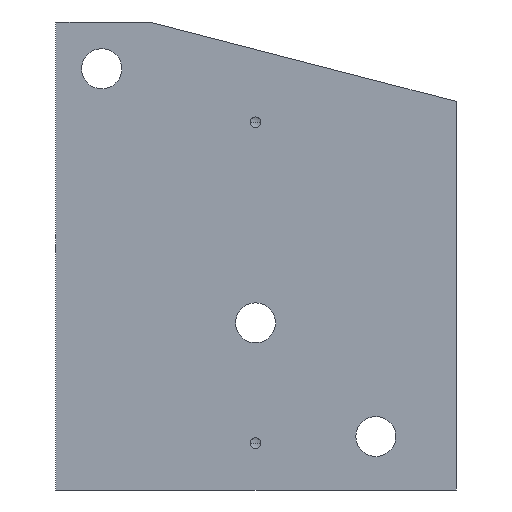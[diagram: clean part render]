
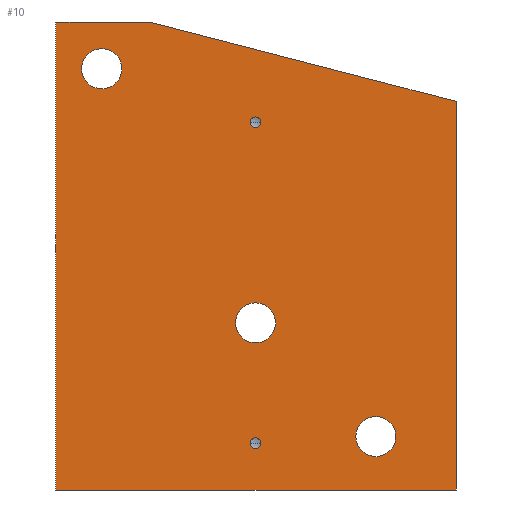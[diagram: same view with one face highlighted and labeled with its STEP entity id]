
A CAD part, front view. The second image highlights one B-rep face of the part: STEP entity #10.
In plain terms, the highlighted planar face has unit normal (0, -1, 0).
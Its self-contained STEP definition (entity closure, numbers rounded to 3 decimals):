
#10 = ADVANCED_FACE ( 'NONE', ( #122, #57, #118, #116, #121, #159 ), #538, .F. ) ;
#47 = CIRCLE ( 'NONE', #621, 0.397 ) ;
#57 = FACE_BOUND ( 'NONE', #143, .T. ) ;
#64 = ORIENTED_EDGE ( 'NONE', *, *, #587, .F. ) ;
#65 = ORIENTED_EDGE ( 'NONE', *, *, #558, .F. ) ;
#66 = ORIENTED_EDGE ( 'NONE', *, *, #566, .T. ) ;
#67 = ORIENTED_EDGE ( 'NONE', *, *, #570, .T. ) ;
#68 = ORIENTED_EDGE ( 'NONE', *, *, #593, .T. ) ;
#69 = ORIENTED_EDGE ( 'NONE', *, *, #580, .T. ) ;
#70 = ORIENTED_EDGE ( 'NONE', *, *, #555, .T. ) ;
#71 = ORIENTED_EDGE ( 'NONE', *, *, #591, .T. ) ;
#72 = ORIENTED_EDGE ( 'NONE', *, *, #582, .F. ) ;
#73 = ORIENTED_EDGE ( 'NONE', *, *, #589, .F. ) ;
#74 = ORIENTED_EDGE ( 'NONE', *, *, #594, .F. ) ;
#75 = ORIENTED_EDGE ( 'NONE', *, *, #578, .F. ) ;
#76 = ORIENTED_EDGE ( 'NONE', *, *, #590, .F. ) ;
#77 = ORIENTED_EDGE ( 'NONE', *, *, #575, .F. ) ;
#78 = ORIENTED_EDGE ( 'NONE', *, *, #553, .F. ) ;
#116 = FACE_BOUND ( 'NONE', #145, .T. ) ;
#118 = FACE_BOUND ( 'NONE', #148, .T. ) ;
#121 = FACE_OUTER_BOUND ( 'NONE', #154, .T. ) ;
#122 = FACE_BOUND ( 'NONE', #156, .T. ) ;
#143 = EDGE_LOOP ( 'NONE', ( #66, #67 ) ) ;
#145 = EDGE_LOOP ( 'NONE', ( #70, #71 ) ) ;
#148 = EDGE_LOOP ( 'NONE', ( #68, #69 ) ) ;
#154 = EDGE_LOOP ( 'NONE', ( #72, #73, #74, #75, #76 ) ) ;
#155 = EDGE_LOOP ( 'NONE', ( #77, #78 ) ) ;
#156 = EDGE_LOOP ( 'NONE', ( #64, #65 ) ) ;
#159 = FACE_BOUND ( 'NONE', #155, .T. ) ;
#209 = CIRCLE ( 'NONE', #628, 1.5 ) ;
#214 = CIRCLE ( 'NONE', #625, 0.4 ) ;
#218 = LINE ( 'NONE', #426, #236 ) ;
#220 = CIRCLE ( 'NONE', #622, 1.5 ) ;
#227 = CIRCLE ( 'NONE', #629, 1.5 ) ;
#233 = CIRCLE ( 'NONE', #634, 0.397 ) ;
#236 = VECTOR ( 'NONE', #428, 1000. ) ;
#241 = LINE ( 'NONE', #542, #244 ) ;
#243 = CIRCLE ( 'NONE', #636, 1.5 ) ;
#244 = VECTOR ( 'NONE', #436, 1000. ) ;
#253 = CIRCLE ( 'NONE', #637, 0.4 ) ;
#254 = LINE ( 'NONE', #452, #255 ) ;
#255 = VECTOR ( 'NONE', #453, 1000. ) ;
#256 = LINE ( 'NONE', #454, #257 ) ;
#257 = VECTOR ( 'NONE', #455, 1000. ) ;
#258 = LINE ( 'NONE', #465, #261 ) ;
#260 = CIRCLE ( 'NONE', #639, 1.5 ) ;
#261 = VECTOR ( 'NONE', #466, 1000. ) ;
#264 = CIRCLE ( 'NONE', #640, 1.5 ) ;
#315 = CARTESIAN_POINT ( 'NONE',  ( 0.4, -3., -14. ) ) ;
#325 = CARTESIAN_POINT ( 'NONE',  ( 0.397, -3., 10. ) ) ;
#330 = CARTESIAN_POINT ( 'NONE',  ( 0., -3., -6.5 ) ) ;
#332 = CARTESIAN_POINT ( 'NONE',  ( -0.397, -3., 10. ) ) ;
#334 = CARTESIAN_POINT ( 'NONE',  ( -0.4, -3., -14. ) ) ;
#335 = CARTESIAN_POINT ( 'NONE',  ( 0., -3., -3.5 ) ) ;
#337 = CARTESIAN_POINT ( 'NONE',  ( -11.5, -3., 12.5 ) ) ;
#338 = CARTESIAN_POINT ( 'NONE',  ( -11.5, -3., 15.5 ) ) ;
#345 = CARTESIAN_POINT ( 'NONE',  ( 9., -3., -15. ) ) ;
#346 = CARTESIAN_POINT ( 'NONE',  ( 9., -3., -12. ) ) ;
#349 = CARTESIAN_POINT ( 'NONE',  ( -14.927, -3., -17.5 ) ) ;
#350 = CARTESIAN_POINT ( 'NONE',  ( -14.927, -3., 17.5 ) ) ;
#351 = CARTESIAN_POINT ( 'NONE',  ( 15., -3., -17.5 ) ) ;
#352 = CARTESIAN_POINT ( 'NONE',  ( 15., -3., 11.56 ) ) ;
#353 = CARTESIAN_POINT ( 'NONE',  ( -7.927, -3., 17.5 ) ) ;
#368 = CARTESIAN_POINT ( 'NONE',  ( 0., -3., 10. ) ) ;
#369 = DIRECTION ( 'NONE',  ( 0., -1., 0. ) ) ;
#370 = DIRECTION ( 'NONE',  ( 0., 0., -1. ) ) ;
#373 = CARTESIAN_POINT ( 'NONE',  ( 9., -3., -13.5 ) ) ;
#374 = DIRECTION ( 'NONE',  ( 0., 1., 0. ) ) ;
#375 = DIRECTION ( 'NONE',  ( 0., 0., 1. ) ) ;
#381 = CARTESIAN_POINT ( 'NONE',  ( 0., -3., -14. ) ) ;
#382 = DIRECTION ( 'NONE',  ( 0., -1., 0. ) ) ;
#383 = DIRECTION ( 'NONE',  ( 1., 0., 0. ) ) ;
#396 = CARTESIAN_POINT ( 'NONE',  ( 0., -3., -5. ) ) ;
#397 = DIRECTION ( 'NONE',  ( 0., 1., 0. ) ) ;
#398 = DIRECTION ( 'NONE',  ( 0., 0., 1. ) ) ;
#408 = CARTESIAN_POINT ( 'NONE',  ( 0., -3., -5. ) ) ;
#410 = DIRECTION ( 'NONE',  ( 0., 1., 0. ) ) ;
#411 = DIRECTION ( 'NONE',  ( 0., 0., 1. ) ) ;
#421 = CARTESIAN_POINT ( 'NONE',  ( 0., -3., 10. ) ) ;
#422 = DIRECTION ( 'NONE',  ( 0., -1., 0. ) ) ;
#423 = DIRECTION ( 'NONE',  ( 0., 0., -1. ) ) ;
#426 = CARTESIAN_POINT ( 'NONE',  ( 15., -3., 11.56 ) ) ;
#428 = DIRECTION ( 'NONE',  ( 0.968, 0., -0.251 ) ) ;
#432 = CARTESIAN_POINT ( 'NONE',  ( -11.5, -3., 14. ) ) ;
#433 = DIRECTION ( 'NONE',  ( 0., 1., 0. ) ) ;
#436 = DIRECTION ( 'NONE',  ( 0., 0., 1. ) ) ;
#443 = CARTESIAN_POINT ( 'NONE',  ( 9., -3., -13.5 ) ) ;
#446 = CARTESIAN_POINT ( 'NONE',  ( 0., -3., -14. ) ) ;
#448 = DIRECTION ( 'NONE',  ( 0., -1., 0. ) ) ;
#449 = DIRECTION ( 'NONE',  ( 1., 0., 0. ) ) ;
#452 = CARTESIAN_POINT ( 'NONE',  ( -14.927, -3., -17.5 ) ) ;
#453 = DIRECTION ( 'NONE',  ( -1., 0., 0. ) ) ;
#454 = CARTESIAN_POINT ( 'NONE',  ( -14.927, -3., 17.5 ) ) ;
#455 = DIRECTION ( 'NONE',  ( 1., 0., 0. ) ) ;
#456 = CARTESIAN_POINT ( 'NONE',  ( -11.5, -3., 14. ) ) ;
#457 = DIRECTION ( 'NONE',  ( 0., 1., 0. ) ) ;
#458 = DIRECTION ( 'NONE',  ( 0., 0., 1. ) ) ;
#463 = DIRECTION ( 'NONE',  ( 0., 1., 0. ) ) ;
#464 = DIRECTION ( 'NONE',  ( 0., 0., 1. ) ) ;
#465 = CARTESIAN_POINT ( 'NONE',  ( 15., -3., -17.5 ) ) ;
#466 = DIRECTION ( 'NONE',  ( 0., 0., -1. ) ) ;
#498 = VERTEX_POINT ( 'NONE', #332 ) ;
#499 = VERTEX_POINT ( 'NONE', #325 ) ;
#501 = VERTEX_POINT ( 'NONE', #315 ) ;
#502 = VERTEX_POINT ( 'NONE', #334 ) ;
#503 = VERTEX_POINT ( 'NONE', #330 ) ;
#504 = VERTEX_POINT ( 'NONE', #335 ) ;
#507 = VERTEX_POINT ( 'NONE', #337 ) ;
#508 = VERTEX_POINT ( 'NONE', #338 ) ;
#515 = VERTEX_POINT ( 'NONE', #345 ) ;
#516 = VERTEX_POINT ( 'NONE', #346 ) ;
#519 = VERTEX_POINT ( 'NONE', #349 ) ;
#520 = VERTEX_POINT ( 'NONE', #350 ) ;
#521 = VERTEX_POINT ( 'NONE', #351 ) ;
#522 = VERTEX_POINT ( 'NONE', #352 ) ;
#523 = VERTEX_POINT ( 'NONE', #353 ) ;
#537 = CARTESIAN_POINT ( 'NONE',  ( -14.927, -3., 17.5 ) ) ;
#538 = PLANE ( 'NONE',  #603 ) ;
#539 = DIRECTION ( 'NONE',  ( 0., 0., 1. ) ) ;
#540 = DIRECTION ( 'NONE',  ( 0., 1., 0. ) ) ;
#541 = DIRECTION ( 'NONE',  ( 0., 0., 1. ) ) ;
#542 = CARTESIAN_POINT ( 'NONE',  ( -14.927, -3., -17.5 ) ) ;
#553 = EDGE_CURVE ( 'NONE', #499, #498, #47, .T. ) ;
#555 = EDGE_CURVE ( 'NONE', #516, #515, #209, .T. ) ;
#558 = EDGE_CURVE ( 'NONE', #502, #501, #214, .T. ) ;
#566 = EDGE_CURVE ( 'NONE', #504, #503, #220, .T. ) ;
#570 = EDGE_CURVE ( 'NONE', #503, #504, #227, .T. ) ;
#575 = EDGE_CURVE ( 'NONE', #498, #499, #233, .T. ) ;
#578 = EDGE_CURVE ( 'NONE', #523, #522, #218, .T. ) ;
#580 = EDGE_CURVE ( 'NONE', #507, #508, #243, .T. ) ;
#582 = EDGE_CURVE ( 'NONE', #519, #520, #241, .T. ) ;
#587 = EDGE_CURVE ( 'NONE', #501, #502, #253, .T. ) ;
#589 = EDGE_CURVE ( 'NONE', #521, #519, #254, .T. ) ;
#590 = EDGE_CURVE ( 'NONE', #520, #523, #256, .T. ) ;
#591 = EDGE_CURVE ( 'NONE', #515, #516, #260, .T. ) ;
#593 = EDGE_CURVE ( 'NONE', #508, #507, #264, .T. ) ;
#594 = EDGE_CURVE ( 'NONE', #522, #521, #258, .T. ) ;
#603 = AXIS2_PLACEMENT_3D ( 'NONE', #537, #540, #541 ) ;
#621 = AXIS2_PLACEMENT_3D ( 'NONE', #368, #369, #370 ) ;
#622 = AXIS2_PLACEMENT_3D ( 'NONE', #396, #397, #398 ) ;
#625 = AXIS2_PLACEMENT_3D ( 'NONE', #381, #382, #383 ) ;
#628 = AXIS2_PLACEMENT_3D ( 'NONE', #373, #374, #375 ) ;
#629 = AXIS2_PLACEMENT_3D ( 'NONE', #408, #410, #411 ) ;
#634 = AXIS2_PLACEMENT_3D ( 'NONE', #421, #422, #423 ) ;
#636 = AXIS2_PLACEMENT_3D ( 'NONE', #432, #433, #539 ) ;
#637 = AXIS2_PLACEMENT_3D ( 'NONE', #446, #448, #449 ) ;
#639 = AXIS2_PLACEMENT_3D ( 'NONE', #443, #457, #458 ) ;
#640 = AXIS2_PLACEMENT_3D ( 'NONE', #456, #463, #464 ) ;
